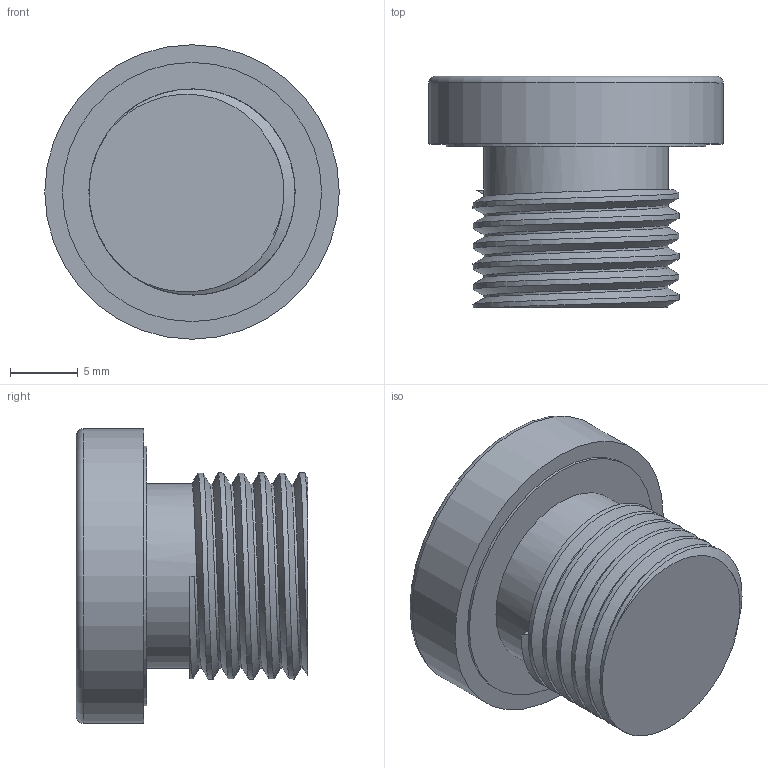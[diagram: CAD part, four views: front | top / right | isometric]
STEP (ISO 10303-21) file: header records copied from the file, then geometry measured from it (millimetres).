
FILE_DESCRIPTION(/* description */ ('STEP AP203'),/* implementation_level */ '2;1');
FILE_NAME(/* name */ 'vsti_16x1_5.stp',/* time_stamp */ '2022-08-23T10:43:25+02:00',/* author */ ('leitheußer'),/* organization */ (''),/* preprocessor_version */ 'ST-DEVELOPER v16.13',/* originating_system */ 'Autodesk Inventor LT',/* authorisation */ '');
FILE_SCHEMA (('AUTOMOTIVE_DESIGN { 1 0 10303 214 3 1 1 }'));
Length unit declared in the file: millimetre
Products named in the file (1): VST M16x1.5 NBR
Bounding box: 21.75 x 17.1 x 21.75 mm (x, y, z)
Volume: 3259.4 mm3; surface area: 2151.8 mm2
Topology: 1 solids, 1 shells, 27 faces, 65 edges, 43 vertices
Faces by surface type: plane 13, cylinder 10, bspline 2, cone 1, torus 1
Full cylindrical faces by diameter (mm): 13.6 x6, 19.15 x1, 21.75 x1
Entity records: 1701 total; most frequent: CARTESIAN_POINT 1253, ORIENTED_EDGE 80, DIRECTION 79, EDGE_CURVE 40, AXIS2_PLACEMENT_3D 32, EDGE_LOOP 29, VERTEX_POINT 29, FACE_OUTER_BOUND 21
